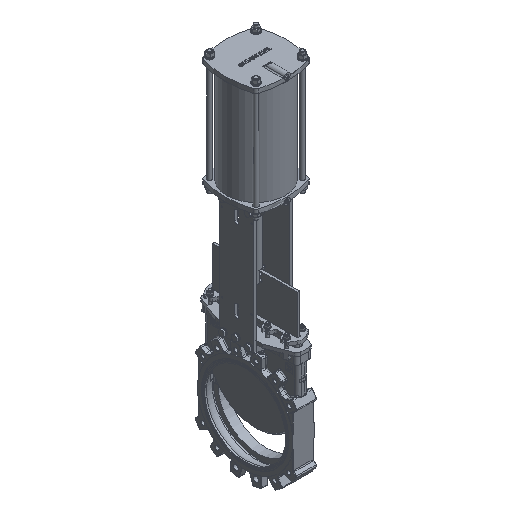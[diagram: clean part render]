
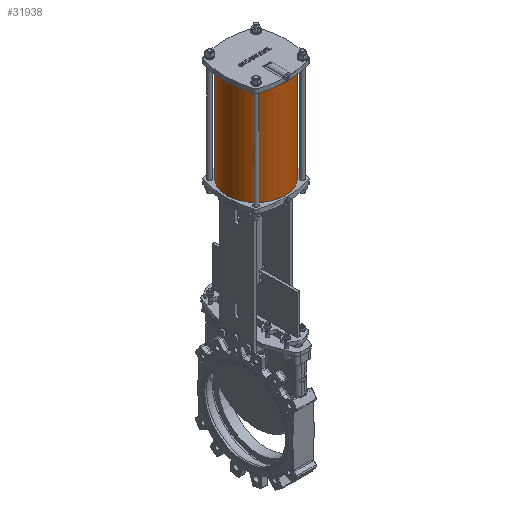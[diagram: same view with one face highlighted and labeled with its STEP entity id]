
A CAD part, isometric view. The second image highlights one B-rep face of the part: STEP entity #31938.
In plain terms, the highlighted cylindrical face has radius 130 mm (diameter 260 mm), a full revolution.
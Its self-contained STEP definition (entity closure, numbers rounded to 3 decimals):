
#3367=CIRCLE('',#35221,130.);
#3369=CIRCLE('',#35225,130.);
#5937=FACE_OUTER_BOUND('',#7997,.T.);
#7997=EDGE_LOOP('',(#29448,#29449,#29450,#29451));
#10398=LINE('',#61905,#12781);
#12781=VECTOR('',#43743,130.);
#15751=VERTEX_POINT('',#61895);
#15753=VERTEX_POINT('',#61902);
#20324=EDGE_CURVE('',#15751,#15751,#3367,.T.);
#20327=EDGE_CURVE('',#15753,#15753,#3369,.T.);
#20328=EDGE_CURVE('',#15753,#15751,#10398,.T.);
#29448=ORIENTED_EDGE('',*,*,#20327,.T.);
#29449=ORIENTED_EDGE('',*,*,#20328,.T.);
#29450=ORIENTED_EDGE('',*,*,#20324,.F.);
#29451=ORIENTED_EDGE('',*,*,#20328,.F.);
#30128=CYLINDRICAL_SURFACE('',#35226,130.);
#31938=ADVANCED_FACE('',(#5937),#30128,.T.);
#35221=AXIS2_PLACEMENT_3D('',#61896,#43730,#43731);
#35225=AXIS2_PLACEMENT_3D('',#61903,#43739,#43740);
#35226=AXIS2_PLACEMENT_3D('',#61904,#43741,#43742);
#43730=DIRECTION('center_axis',(0.,0.,-1.));
#43731=DIRECTION('ref_axis',(-1.,0.,0.));
#43739=DIRECTION('center_axis',(0.,0.,-1.));
#43740=DIRECTION('ref_axis',(-1.,0.,0.));
#43741=DIRECTION('center_axis',(0.,0.,1.));
#43742=DIRECTION('ref_axis',(-1.,0.,0.));
#43743=DIRECTION('',(0.,0.,-1.));
#61895=CARTESIAN_POINT('',(130.,0.,0.));
#61896=CARTESIAN_POINT('Origin',(0.,0.,0.));
#61902=CARTESIAN_POINT('',(130.,0.,443.));
#61903=CARTESIAN_POINT('Origin',(0.,0.,443.));
#61904=CARTESIAN_POINT('Origin',(0.,0.,0.));
#61905=CARTESIAN_POINT('',(130.,0.,0.));
